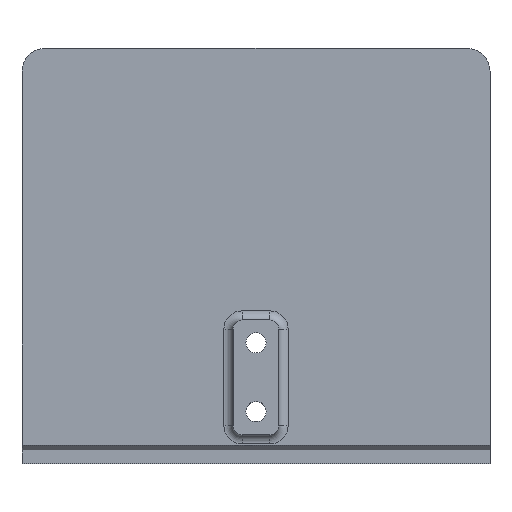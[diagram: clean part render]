
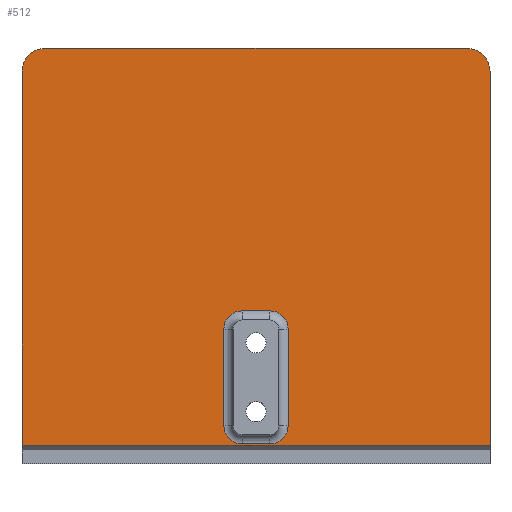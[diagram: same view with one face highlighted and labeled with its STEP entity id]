
A CAD part, top view. The second image highlights one B-rep face of the part: STEP entity #512.
In plain terms, the highlighted planar face has unit normal (0, 0, 1).
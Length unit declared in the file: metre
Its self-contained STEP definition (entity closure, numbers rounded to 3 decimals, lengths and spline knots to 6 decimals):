
#30=CIRCLE('',#559,0.004);
#31=CIRCLE('',#560,0.004);
#32=CIRCLE('',#561,0.004);
#33=CIRCLE('',#562,0.004);
#34=CIRCLE('',#563,0.005);
#35=CIRCLE('',#564,0.005);
#78=ORIENTED_EDGE('',*,*,#222,.F.);
#79=ORIENTED_EDGE('',*,*,#223,.T.);
#80=ORIENTED_EDGE('',*,*,#224,.F.);
#81=ORIENTED_EDGE('',*,*,#225,.T.);
#82=ORIENTED_EDGE('',*,*,#226,.F.);
#83=ORIENTED_EDGE('',*,*,#227,.T.);
#84=ORIENTED_EDGE('',*,*,#228,.F.);
#85=ORIENTED_EDGE('',*,*,#229,.T.);
#86=ORIENTED_EDGE('',*,*,#208,.F.);
#87=ORIENTED_EDGE('',*,*,#230,.T.);
#88=ORIENTED_EDGE('',*,*,#212,.T.);
#89=ORIENTED_EDGE('',*,*,#231,.T.);
#90=ORIENTED_EDGE('',*,*,#220,.F.);
#91=ORIENTED_EDGE('',*,*,#232,.T.);
#208=EDGE_CURVE('',#280,#281,#328,.T.);
#212=EDGE_CURVE('',#284,#285,#332,.T.);
#220=EDGE_CURVE('',#292,#293,#340,.T.);
#222=EDGE_CURVE('',#294,#295,#30,.T.);
#223=EDGE_CURVE('',#294,#296,#342,.F.);
#224=EDGE_CURVE('',#297,#296,#31,.T.);
#225=EDGE_CURVE('',#297,#298,#343,.T.);
#226=EDGE_CURVE('',#299,#298,#32,.T.);
#227=EDGE_CURVE('',#299,#300,#344,.T.);
#228=EDGE_CURVE('',#301,#300,#33,.T.);
#229=EDGE_CURVE('',#301,#295,#345,.F.);
#230=EDGE_CURVE('',#280,#284,#346,.T.);
#231=EDGE_CURVE('',#285,#293,#34,.T.);
#232=EDGE_CURVE('',#292,#281,#35,.T.);
#280=VERTEX_POINT('',#798);
#281=VERTEX_POINT('',#800);
#284=VERTEX_POINT('',#808);
#285=VERTEX_POINT('',#809);
#292=VERTEX_POINT('',#824);
#293=VERTEX_POINT('',#826);
#294=VERTEX_POINT('',#830);
#295=VERTEX_POINT('',#831);
#296=VERTEX_POINT('',#833);
#297=VERTEX_POINT('',#835);
#298=VERTEX_POINT('',#837);
#299=VERTEX_POINT('',#839);
#300=VERTEX_POINT('',#841);
#301=VERTEX_POINT('',#843);
#328=LINE('',#799,#368);
#332=LINE('',#807,#372);
#340=LINE('',#825,#380);
#342=LINE('',#832,#382);
#343=LINE('',#836,#383);
#344=LINE('',#840,#384);
#345=LINE('',#844,#385);
#346=LINE('',#845,#386);
#368=VECTOR('',#626,1.);
#372=VECTOR('',#632,1.);
#380=VECTOR('',#642,1.);
#382=VECTOR('',#648,1.);
#383=VECTOR('',#651,1.);
#384=VECTOR('',#654,1.);
#385=VECTOR('',#657,1.);
#386=VECTOR('',#658,1.);
#409=EDGE_LOOP('',(#78,#79,#80,#81,#82,#83,#84,#85));
#410=EDGE_LOOP('',(#86,#87,#88,#89,#90,#91));
#453=FACE_BOUND('',#409,.T.);
#454=FACE_BOUND('',#410,.T.);
#497=PLANE('',#558);
#512=ADVANCED_FACE('',(#453,#454),#497,.T.);
#558=AXIS2_PLACEMENT_3D('',#828,#644,#645);
#559=AXIS2_PLACEMENT_3D('',#829,#646,#647);
#560=AXIS2_PLACEMENT_3D('',#834,#649,#650);
#561=AXIS2_PLACEMENT_3D('',#838,#652,#653);
#562=AXIS2_PLACEMENT_3D('',#842,#655,#656);
#563=AXIS2_PLACEMENT_3D('',#846,#659,#660);
#564=AXIS2_PLACEMENT_3D('',#847,#661,#662);
#626=DIRECTION('',(0.,1.,0.));
#632=DIRECTION('',(0.,1.,0.));
#642=DIRECTION('',(1.,0.,0.));
#644=DIRECTION('',(0.,0.,1.));
#645=DIRECTION('',(1.,0.,0.));
#646=DIRECTION('',(0.,0.,1.));
#647=DIRECTION('',(1.,0.,0.));
#648=DIRECTION('',(0.,-1.,0.));
#649=DIRECTION('',(0.,0.,1.));
#650=DIRECTION('',(1.,0.,0.));
#651=DIRECTION('',(1.,0.,0.));
#652=DIRECTION('',(0.,0.,1.));
#653=DIRECTION('',(1.,0.,0.));
#654=DIRECTION('',(0.,-1.,0.));
#655=DIRECTION('',(0.,0.,1.));
#656=DIRECTION('',(1.,0.,0.));
#657=DIRECTION('',(1.,0.,0.));
#658=DIRECTION('',(1.,0.,0.));
#659=DIRECTION('',(0.,0.,1.));
#660=DIRECTION('',(1.,0.,0.));
#661=DIRECTION('',(0.,0.,1.));
#662=DIRECTION('',(1.,0.,0.));
#798=CARTESIAN_POINT('',(0.,0.004,0.003));
#799=CARTESIAN_POINT('',(0.,0.04675,0.003));
#800=CARTESIAN_POINT('',(0.,0.0855,0.003));
#807=CARTESIAN_POINT('',(0.102,0.04675,0.003));
#808=CARTESIAN_POINT('',(0.102,0.004,0.003));
#809=CARTESIAN_POINT('',(0.102,0.0855,0.003));
#824=CARTESIAN_POINT('',(0.005,0.0905,0.003));
#825=CARTESIAN_POINT('',(0.051,0.0905,0.003));
#826=CARTESIAN_POINT('',(0.097,0.0905,0.003));
#828=CARTESIAN_POINT('',(0.051,0.04525,0.003));
#829=CARTESIAN_POINT('',(0.048,0.0083,0.003));
#830=CARTESIAN_POINT('',(0.044,0.0083,0.003));
#831=CARTESIAN_POINT('',(0.048,0.0043,0.003));
#832=CARTESIAN_POINT('',(0.044,0.04525,0.003));
#833=CARTESIAN_POINT('',(0.044,0.0293,0.003));
#834=CARTESIAN_POINT('',(0.048,0.0293,0.003));
#835=CARTESIAN_POINT('',(0.048,0.0333,0.003));
#836=CARTESIAN_POINT('',(0.056,0.0333,0.003));
#837=CARTESIAN_POINT('',(0.054,0.0333,0.003));
#838=CARTESIAN_POINT('',(0.054,0.0293,0.003));
#839=CARTESIAN_POINT('',(0.058,0.0293,0.003));
#840=CARTESIAN_POINT('',(0.058,0.0063,0.003));
#841=CARTESIAN_POINT('',(0.058,0.0083,0.003));
#842=CARTESIAN_POINT('',(0.054,0.0083,0.003));
#843=CARTESIAN_POINT('',(0.054,0.0043,0.003));
#844=CARTESIAN_POINT('',(0.051,0.0043,0.003));
#845=CARTESIAN_POINT('',(0.102,0.004,0.003));
#846=CARTESIAN_POINT('',(0.097,0.0855,0.003));
#847=CARTESIAN_POINT('',(0.005,0.0855,0.003));
